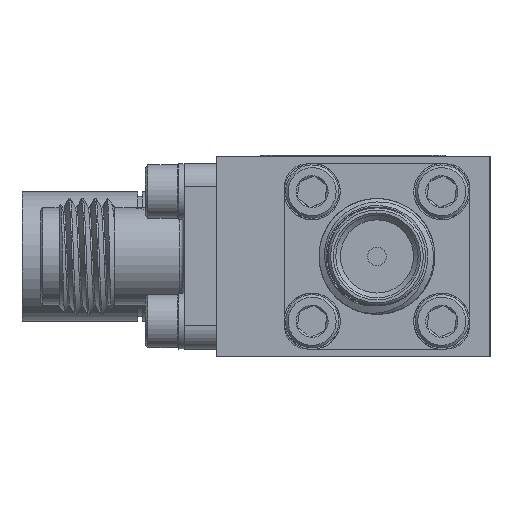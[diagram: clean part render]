
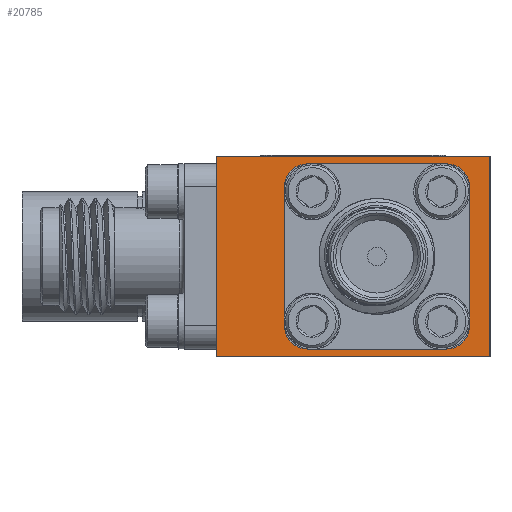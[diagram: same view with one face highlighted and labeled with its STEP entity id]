
A CAD part, left-side view. The second image highlights one B-rep face of the part: STEP entity #20785.
In plain terms, the highlighted planar face has unit normal (-1, 0, 0).
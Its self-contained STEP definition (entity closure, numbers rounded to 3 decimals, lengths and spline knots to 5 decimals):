
#381 = ORIENTED_EDGE ( 'NONE', *, *, #12179, .T. ) ;
#414 = CARTESIAN_POINT ( 'NONE',  ( -1.67323, -0.29528, 0.21654 ) ) ;
#487 = VECTOR ( 'NONE', #19488, 39.37008 ) ;
#763 = CIRCLE ( 'NONE', #24975, 0.05 ) ;
#772 = CARTESIAN_POINT ( 'NONE',  ( -1.67323, -0.20118, 0.2 ) ) ;
#1454 = CARTESIAN_POINT ( 'NONE',  ( -1.67323, 0.09882, 0.15 ) ) ;
#1532 = DIRECTION ( 'NONE',  ( 0., 0., -1. ) ) ;
#1535 = VECTOR ( 'NONE', #15260, 39.37008 ) ;
#1946 = FACE_OUTER_BOUND ( 'NONE', #19904, .T. ) ;
#2409 = ORIENTED_EDGE ( 'NONE', *, *, #20209, .F. ) ;
#3115 = EDGE_CURVE ( 'NONE', #21393, #28547, #9992, .T. ) ;
#3164 = CARTESIAN_POINT ( 'NONE',  ( -1.67323, 0.29528, 0.21654 ) ) ;
#3443 = DIRECTION ( 'NONE',  ( 1., 0., 0. ) ) ;
#3749 = CARTESIAN_POINT ( 'NONE',  ( -1.67323, -0.29528, 0.21654 ) ) ;
#4006 = CARTESIAN_POINT ( 'NONE',  ( -1.67323, -0.20118, -0.15 ) ) ;
#4421 = CARTESIAN_POINT ( 'NONE',  ( -1.67323, 0.14882, 0.2 ) ) ;
#4657 = FACE_BOUND ( 'NONE', #28242, .T. ) ;
#4669 = VECTOR ( 'NONE', #4775, 39.37008 ) ;
#4775 = DIRECTION ( 'NONE',  ( 0., -1., 0. ) ) ;
#4828 = DIRECTION ( 'NONE',  ( 0., -1., 0. ) ) ;
#4953 = LINE ( 'NONE', #19645, #487 ) ;
#5211 = EDGE_CURVE ( 'NONE', #25776, #17136, #21773, .T. ) ;
#6930 = DIRECTION ( 'NONE',  ( 1., 0., 0. ) ) ;
#7467 = VERTEX_POINT ( 'NONE', #3164 ) ;
#8040 = VERTEX_POINT ( 'NONE', #25839 ) ;
#8476 = ORIENTED_EDGE ( 'NONE', *, *, #30474, .F. ) ;
#8515 = DIRECTION ( 'NONE',  ( 1., 0., 0. ) ) ;
#8820 = CARTESIAN_POINT ( 'NONE',  ( -1.67323, 0.14882, 0.15 ) ) ;
#9102 = ORIENTED_EDGE ( 'NONE', *, *, #5211, .T. ) ;
#9484 = EDGE_CURVE ( 'NONE', #9720, #30886, #28944, .T. ) ;
#9698 = VERTEX_POINT ( 'NONE', #26470 ) ;
#9720 = VERTEX_POINT ( 'NONE', #30803 ) ;
#9992 = LINE ( 'NONE', #21783, #28059 ) ;
#10756 = EDGE_CURVE ( 'NONE', #21676, #28547, #15023, .T. ) ;
#11469 = DIRECTION ( 'NONE',  ( 1., 0., 0. ) ) ;
#12044 = CARTESIAN_POINT ( 'NONE',  ( -1.67323, -0.25118, 0.15 ) ) ;
#12179 = EDGE_CURVE ( 'NONE', #9720, #21549, #763, .T. ) ;
#12232 = ORIENTED_EDGE ( 'NONE', *, *, #9484, .F. ) ;
#12582 = CARTESIAN_POINT ( 'NONE',  ( -1.67323, -0.29528, 0.21654 ) ) ;
#12667 = LINE ( 'NONE', #17053, #4669 ) ;
#13544 = DIRECTION ( 'NONE',  ( 1., 0., 0. ) ) ;
#13590 = ORIENTED_EDGE ( 'NONE', *, *, #3115, .T. ) ;
#13855 = DIRECTION ( 'NONE',  ( 0., 0., 1. ) ) ;
#14191 = DIRECTION ( 'NONE',  ( 0., 0., 1. ) ) ;
#14364 = CIRCLE ( 'NONE', #18490, 0.05 ) ;
#14389 = ORIENTED_EDGE ( 'NONE', *, *, #17632, .T. ) ;
#14525 = CARTESIAN_POINT ( 'NONE',  ( -1.67323, -0.29528, 0.21654 ) ) ;
#15023 = LINE ( 'NONE', #12582, #15157 ) ;
#15157 = VECTOR ( 'NONE', #22427, 39.37008 ) ;
#15260 = DIRECTION ( 'NONE',  ( 0., -1., 0. ) ) ;
#15608 = AXIS2_PLACEMENT_3D ( 'NONE', #1454, #13544, #14191 ) ;
#15893 = LINE ( 'NONE', #414, #1535 ) ;
#16045 = CARTESIAN_POINT ( 'NONE',  ( -1.67323, 0.14882, 0.2 ) ) ;
#17053 = CARTESIAN_POINT ( 'NONE',  ( -1.67323, 0.14882, -0.2 ) ) ;
#17136 = VERTEX_POINT ( 'NONE', #18173 ) ;
#17632 = EDGE_CURVE ( 'NONE', #8040, #9698, #22493, .T. ) ;
#18173 = CARTESIAN_POINT ( 'NONE',  ( -1.67323, 0.09882, 0.2 ) ) ;
#18490 = AXIS2_PLACEMENT_3D ( 'NONE', #21470, #11469, #18571 ) ;
#18571 = DIRECTION ( 'NONE',  ( 0., 0., 1. ) ) ;
#18591 = ORIENTED_EDGE ( 'NONE', *, *, #30069, .F. ) ;
#18948 = LINE ( 'NONE', #16045, #19517 ) ;
#19150 = VECTOR ( 'NONE', #28933, 39.37008 ) ;
#19241 = EDGE_CURVE ( 'NONE', #25640, #30886, #14364, .T. ) ;
#19488 = DIRECTION ( 'NONE',  ( 0., 0., -1. ) ) ;
#19517 = VECTOR ( 'NONE', #1532, 39.37008 ) ;
#19645 = CARTESIAN_POINT ( 'NONE',  ( -1.67323, 0.29528, 0.21654 ) ) ;
#19691 = ORIENTED_EDGE ( 'NONE', *, *, #24987, .T. ) ;
#19904 = EDGE_LOOP ( 'NONE', ( #13590, #24175, #2409, #19691 ) ) ;
#20209 = EDGE_CURVE ( 'NONE', #7467, #21676, #15893, .T. ) ;
#20218 = CARTESIAN_POINT ( 'NONE',  ( -1.67323, 0.09882, -0.15 ) ) ;
#20785 = ADVANCED_FACE ( 'NONE', ( #1946, #4657 ), #21921, .F. ) ;
#20845 = DIRECTION ( 'NONE',  ( 0., 0., -1. ) ) ;
#20946 = AXIS2_PLACEMENT_3D ( 'NONE', #20218, #3443, #22485 ) ;
#21393 = VERTEX_POINT ( 'NONE', #30861 ) ;
#21470 = CARTESIAN_POINT ( 'NONE',  ( -1.67323, -0.20118, 0.15 ) ) ;
#21549 = VERTEX_POINT ( 'NONE', #28221 ) ;
#21676 = VERTEX_POINT ( 'NONE', #14525 ) ;
#21773 = CIRCLE ( 'NONE', #15608, 0.05 ) ;
#21783 = CARTESIAN_POINT ( 'NONE',  ( -1.67323, -0.29528, -0.21654 ) ) ;
#21814 = VECTOR ( 'NONE', #21852, 39.37008 ) ;
#21852 = DIRECTION ( 'NONE',  ( 0., 0., 1. ) ) ;
#21921 = PLANE ( 'NONE',  #26267 ) ;
#22427 = DIRECTION ( 'NONE',  ( 0., 0., -1. ) ) ;
#22485 = DIRECTION ( 'NONE',  ( 0., 0., 1. ) ) ;
#22493 = CIRCLE ( 'NONE', #20946, 0.05 ) ;
#24175 = ORIENTED_EDGE ( 'NONE', *, *, #10756, .F. ) ;
#24340 = ORIENTED_EDGE ( 'NONE', *, *, #19241, .T. ) ;
#24417 = EDGE_CURVE ( 'NONE', #25776, #9698, #18948, .T. ) ;
#24975 = AXIS2_PLACEMENT_3D ( 'NONE', #4006, #8515, #13855 ) ;
#24987 = EDGE_CURVE ( 'NONE', #7467, #21393, #4953, .T. ) ;
#25640 = VERTEX_POINT ( 'NONE', #772 ) ;
#25776 = VERTEX_POINT ( 'NONE', #8820 ) ;
#25839 = CARTESIAN_POINT ( 'NONE',  ( -1.67323, 0.09882, -0.2 ) ) ;
#26267 = AXIS2_PLACEMENT_3D ( 'NONE', #3749, #6930, #20845 ) ;
#26470 = CARTESIAN_POINT ( 'NONE',  ( -1.67323, 0.14882, -0.15 ) ) ;
#26845 = CARTESIAN_POINT ( 'NONE',  ( -1.67323, -0.25118, 0.2 ) ) ;
#28059 = VECTOR ( 'NONE', #4828, 39.37008 ) ;
#28221 = CARTESIAN_POINT ( 'NONE',  ( -1.67323, -0.20118, -0.2 ) ) ;
#28242 = EDGE_LOOP ( 'NONE', ( #12232, #381, #8476, #14389, #30937, #9102, #18591, #24340 ) ) ;
#28547 = VERTEX_POINT ( 'NONE', #30900 ) ;
#28933 = DIRECTION ( 'NONE',  ( 0., 1., 0. ) ) ;
#28944 = LINE ( 'NONE', #26845, #21814 ) ;
#30069 = EDGE_CURVE ( 'NONE', #25640, #17136, #30697, .T. ) ;
#30474 = EDGE_CURVE ( 'NONE', #8040, #21549, #12667, .T. ) ;
#30697 = LINE ( 'NONE', #4421, #19150 ) ;
#30803 = CARTESIAN_POINT ( 'NONE',  ( -1.67323, -0.25118, -0.15 ) ) ;
#30861 = CARTESIAN_POINT ( 'NONE',  ( -1.67323, 0.29528, -0.21654 ) ) ;
#30886 = VERTEX_POINT ( 'NONE', #12044 ) ;
#30900 = CARTESIAN_POINT ( 'NONE',  ( -1.67323, -0.29528, -0.21654 ) ) ;
#30937 = ORIENTED_EDGE ( 'NONE', *, *, #24417, .F. ) ;
